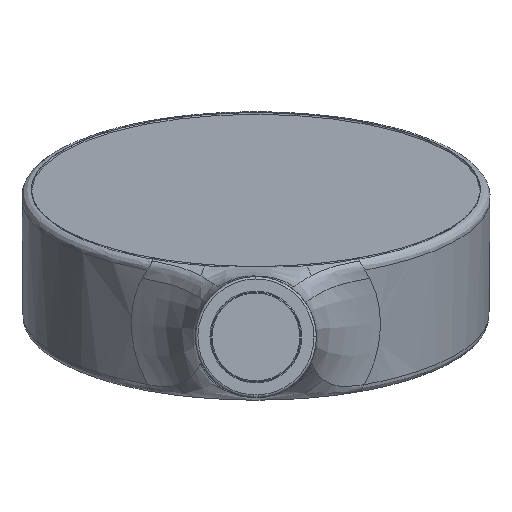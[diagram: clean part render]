
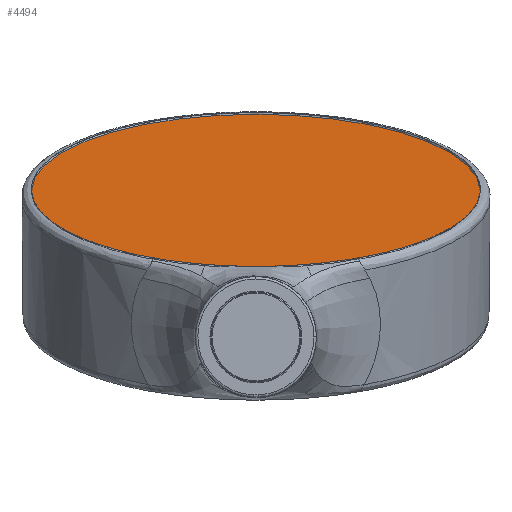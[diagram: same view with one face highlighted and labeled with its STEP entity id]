
A CAD part, front view. The second image highlights one B-rep face of the part: STEP entity #4494.
In plain terms, the highlighted planar face has unit normal (0, -0.342, 0.94).
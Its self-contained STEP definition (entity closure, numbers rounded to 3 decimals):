
#88 = FACE_OUTER_BOUND ( 'NONE', #4661, .T. ) ;
#348 = ORIENTED_EDGE ( 'NONE', *, *, #1860, .T. ) ;
#1078 = ORIENTED_EDGE ( 'NONE', *, *, #3800, .T. ) ;
#1501 = DIRECTION ( 'NONE',  ( 0., -0.342, 0.94 ) ) ;
#1570 = AXIS2_PLACEMENT_3D ( 'NONE', #3827, #2679, #3207 ) ;
#1860 = EDGE_CURVE ( 'NONE', #2393, #6110, #7748, .T. ) ;
#2393 = VERTEX_POINT ( 'NONE', #5627 ) ;
#2679 = DIRECTION ( 'NONE',  ( 0., 0.342, -0.94 ) ) ;
#2807 = CARTESIAN_POINT ( 'NONE',  ( -32.298, 204.535, 63.048 ) ) ;
#3207 = DIRECTION ( 'NONE',  ( 0., -0.94, -0.342 ) ) ;
#3800 = EDGE_CURVE ( 'NONE', #6110, #2393, #6206, .T. ) ;
#3827 = CARTESIAN_POINT ( 'NONE',  ( -32.298, 204.535, 63.048 ) ) ;
#4337 = DIRECTION ( 'NONE',  ( 0., -0.342, 0.94 ) ) ;
#4494 = ADVANCED_FACE ( 'NONE', ( #88 ), #5698, .F. ) ;
#4575 = DIRECTION ( 'NONE',  ( 0., -0.94, -0.342 ) ) ;
#4661 = EDGE_LOOP ( 'NONE', ( #348, #1078 ) ) ;
#4799 = AXIS2_PLACEMENT_3D ( 'NONE', #6760, #4337, #7409 ) ;
#5627 = CARTESIAN_POINT ( 'NONE',  ( -32.298, 247.244, 78.592 ) ) ;
#5698 = PLANE ( 'NONE',  #1570 ) ;
#6110 = VERTEX_POINT ( 'NONE', #6964 ) ;
#6206 = CIRCLE ( 'NONE', #4799, 45.45 ) ;
#6760 = CARTESIAN_POINT ( 'NONE',  ( -32.298, 204.535, 63.048 ) ) ;
#6964 = CARTESIAN_POINT ( 'NONE',  ( -32.298, 161.826, 47.503 ) ) ;
#7255 = AXIS2_PLACEMENT_3D ( 'NONE', #2807, #1501, #4575 ) ;
#7409 = DIRECTION ( 'NONE',  ( 0., -0.94, -0.342 ) ) ;
#7748 = CIRCLE ( 'NONE', #7255, 45.45 ) ;
